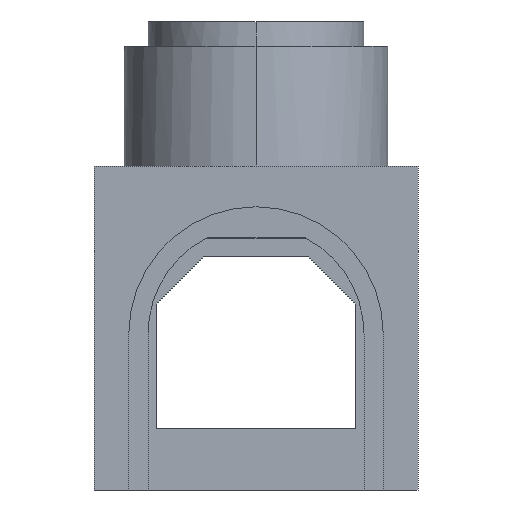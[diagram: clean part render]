
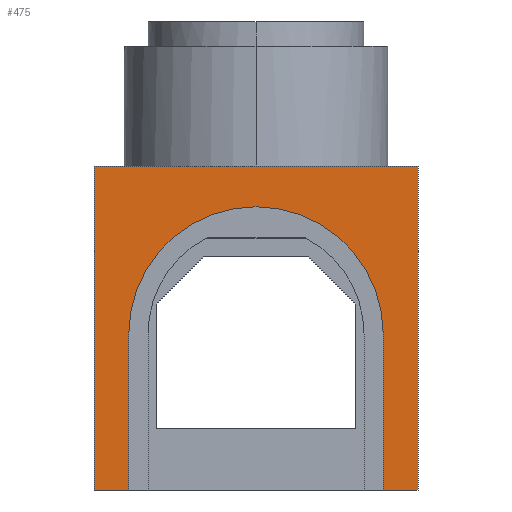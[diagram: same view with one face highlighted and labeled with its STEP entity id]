
A CAD part, front view. The second image highlights one B-rep face of the part: STEP entity #475.
In plain terms, the highlighted planar face has unit normal (0, -1, 0).
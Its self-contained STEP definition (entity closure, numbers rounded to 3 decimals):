
#415=AXIS2_PLACEMENT_3D('Plane Axis2P3D',#412,#413,#414) ;
#419=AXIS2_PLACEMENT_3D('Circle Axis2P3D',#417,#418,$) ;
#428=AXIS2_PLACEMENT_3D('Circle Axis2P3D',#426,#427,$) ;
#299=CARTESIAN_POINT('Vertex',(0.,5.,13.5)) ;
#302=CARTESIAN_POINT('Line Origine',(6.75,5.,13.5)) ;
#306=CARTESIAN_POINT('Vertex',(13.5,5.,13.5)) ;
#397=CARTESIAN_POINT('Vertex',(0.,5.,0.)) ;
#400=CARTESIAN_POINT('Line Origine',(0.,5.,6.75)) ;
#412=CARTESIAN_POINT('Axis2P3D Location',(13.5,5.,13.5)) ;
#417=CARTESIAN_POINT('Axis2P3D Location',(6.75,5.,6.5)) ;
#421=CARTESIAN_POINT('Vertex',(1.45,5.,6.5)) ;
#423=CARTESIAN_POINT('Vertex',(6.75,5.,11.8)) ;
#426=CARTESIAN_POINT('Axis2P3D Location',(6.75,5.,6.5)) ;
#430=CARTESIAN_POINT('Vertex',(12.05,5.,6.5)) ;
#433=CARTESIAN_POINT('Line Origine',(12.05,5.,3.25)) ;
#437=CARTESIAN_POINT('Vertex',(12.05,5.,0.)) ;
#440=CARTESIAN_POINT('Line Origine',(12.775,5.,0.)) ;
#444=CARTESIAN_POINT('Vertex',(13.5,5.,0.)) ;
#447=CARTESIAN_POINT('Line Origine',(13.5,5.,6.75)) ;
#452=CARTESIAN_POINT('Line Origine',(0.725,5.,0.)) ;
#456=CARTESIAN_POINT('Vertex',(1.45,5.,0.)) ;
#459=CARTESIAN_POINT('Line Origine',(1.45,5.,3.25)) ;
#303=DIRECTION('Vector Direction',(1.,0.,0.)) ;
#401=DIRECTION('Vector Direction',(0.,0.,-1.)) ;
#413=DIRECTION('Axis2P3D Direction',(0.,1.,0.)) ;
#414=DIRECTION('Axis2P3D XDirection',(0.,0.,-1.)) ;
#418=DIRECTION('Axis2P3D Direction',(0.,1.,0.)) ;
#427=DIRECTION('Axis2P3D Direction',(0.,1.,0.)) ;
#434=DIRECTION('Vector Direction',(0.,0.,1.)) ;
#441=DIRECTION('Vector Direction',(1.,0.,0.)) ;
#448=DIRECTION('Vector Direction',(0.,0.,-1.)) ;
#453=DIRECTION('Vector Direction',(1.,0.,0.)) ;
#460=DIRECTION('Vector Direction',(0.,0.,-1.)) ;
#304=VECTOR('Line Direction',#303,1.) ;
#402=VECTOR('Line Direction',#401,1.) ;
#435=VECTOR('Line Direction',#434,1.) ;
#442=VECTOR('Line Direction',#441,1.) ;
#449=VECTOR('Line Direction',#448,1.) ;
#454=VECTOR('Line Direction',#453,1.) ;
#461=VECTOR('Line Direction',#460,1.) ;
#465=ORIENTED_EDGE('',*,*,#425,.T.) ;
#466=ORIENTED_EDGE('',*,*,#432,.T.) ;
#467=ORIENTED_EDGE('',*,*,#439,.F.) ;
#468=ORIENTED_EDGE('',*,*,#446,.T.) ;
#469=ORIENTED_EDGE('',*,*,#451,.F.) ;
#470=ORIENTED_EDGE('',*,*,#308,.F.) ;
#471=ORIENTED_EDGE('',*,*,#404,.T.) ;
#472=ORIENTED_EDGE('',*,*,#458,.T.) ;
#473=ORIENTED_EDGE('',*,*,#463,.F.) ;
#475=ADVANCED_FACE('Kubus',(#474),#416,.F.) ;
#420=CIRCLE('generated circle',#419,5.3) ;
#429=CIRCLE('generated circle',#428,5.3) ;
#308=EDGE_CURVE('',#300,#307,#305,.T.) ;
#404=EDGE_CURVE('',#300,#398,#403,.T.) ;
#425=EDGE_CURVE('',#422,#424,#420,.T.) ;
#432=EDGE_CURVE('',#424,#431,#429,.T.) ;
#439=EDGE_CURVE('',#438,#431,#436,.T.) ;
#446=EDGE_CURVE('',#438,#445,#443,.T.) ;
#451=EDGE_CURVE('',#307,#445,#450,.T.) ;
#458=EDGE_CURVE('',#398,#457,#455,.T.) ;
#463=EDGE_CURVE('',#422,#457,#462,.T.) ;
#464=EDGE_LOOP('',(#465,#466,#467,#468,#469,#470,#471,#472,#473)) ;
#474=FACE_OUTER_BOUND('',#464,.T.) ;
#305=LINE('Line',#302,#304) ;
#403=LINE('Line',#400,#402) ;
#436=LINE('Line',#433,#435) ;
#443=LINE('Line',#440,#442) ;
#450=LINE('Line',#447,#449) ;
#455=LINE('Line',#452,#454) ;
#462=LINE('Line',#459,#461) ;
#416=PLANE('',#415) ;
#300=VERTEX_POINT('',#299) ;
#307=VERTEX_POINT('',#306) ;
#398=VERTEX_POINT('',#397) ;
#422=VERTEX_POINT('',#421) ;
#424=VERTEX_POINT('',#423) ;
#431=VERTEX_POINT('',#430) ;
#438=VERTEX_POINT('',#437) ;
#445=VERTEX_POINT('',#444) ;
#457=VERTEX_POINT('',#456) ;
